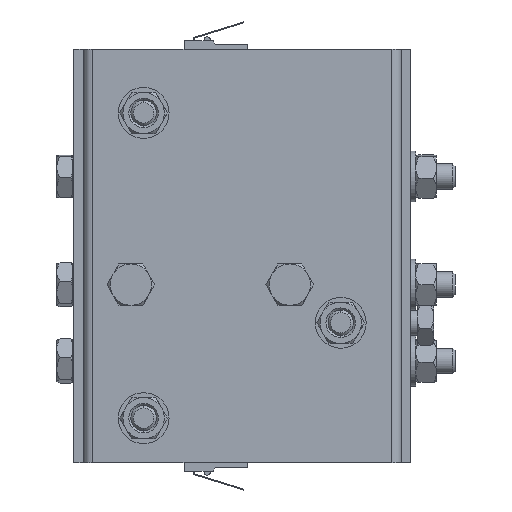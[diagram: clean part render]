
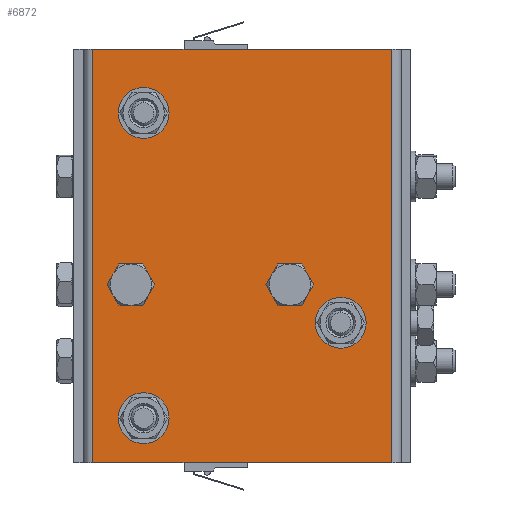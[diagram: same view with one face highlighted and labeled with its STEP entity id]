
A CAD part, left-side view. The second image highlights one B-rep face of the part: STEP entity #6872.
In plain terms, the highlighted planar face has unit normal (-1, 0, 0).
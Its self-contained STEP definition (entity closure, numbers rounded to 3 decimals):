
#234 = EDGE_LOOP ( 'NONE', ( #8836, #20977 ) ) ;
#390 = FACE_BOUND ( 'NONE', #234, .T. ) ;
#634 = CARTESIAN_POINT ( 'NONE',  ( -50., 31., 110. ) ) ;
#709 = CARTESIAN_POINT ( 'NONE',  ( -50., -31., 39. ) ) ;
#838 = DIRECTION ( 'NONE',  ( 0., 0., -1. ) ) ;
#1028 = CARTESIAN_POINT ( 'NONE',  ( -50., 35., 52.6 ) ) ;
#1370 = FACE_BOUND ( 'NONE', #38926, .T. ) ;
#1405 = LINE ( 'NONE', #11994, #18135 ) ;
#1473 = EDGE_CURVE ( 'NONE', #11845, #32450, #27281, .T. ) ;
#1518 = EDGE_CURVE ( 'NONE', #35155, #40676, #8042, .T. ) ;
#1611 = CARTESIAN_POINT ( 'NONE',  ( -50., 31., 106. ) ) ;
#2397 = CARTESIAN_POINT ( 'NONE',  ( -50., -15., 52.6 ) ) ;
#3173 = VERTEX_POINT ( 'NONE', #1611 ) ;
#4029 = ORIENTED_EDGE ( 'NONE', *, *, #20503, .T. ) ;
#4108 = CARTESIAN_POINT ( 'NONE',  ( -50., -15., 56. ) ) ;
#4360 = CIRCLE ( 'NONE', #21493, 3.4 ) ;
#4650 = DIRECTION ( 'NONE',  ( 0., 0., -1. ) ) ;
#4659 = EDGE_CURVE ( 'NONE', #5778, #22348, #8871, .T. ) ;
#5021 = ORIENTED_EDGE ( 'NONE', *, *, #13575, .T. ) ;
#5396 = AXIS2_PLACEMENT_3D ( 'NONE', #35004, #22394, #38138 ) ;
#5778 = VERTEX_POINT ( 'NONE', #13349 ) ;
#6098 = CARTESIAN_POINT ( 'NONE',  ( -50., 31., 14. ) ) ;
#6235 = DIRECTION ( 'NONE',  ( 0., 0., -1. ) ) ;
#6803 = DIRECTION ( 'NONE',  ( 0., 0., -1. ) ) ;
#6872 = ADVANCED_FACE ( 'NONE', ( #7736, #14132, #9724, #1370, #390, #39708 ), #18414, .F. ) ;
#7237 = VERTEX_POINT ( 'NONE', #26474 ) ;
#7404 = EDGE_CURVE ( 'NONE', #7237, #22761, #13643, .T. ) ;
#7736 = FACE_BOUND ( 'NONE', #8604, .T. ) ;
#8041 = CARTESIAN_POINT ( 'NONE',  ( -50., 31., 110. ) ) ;
#8042 = CIRCLE ( 'NONE', #12655, 3.4 ) ;
#8250 = CIRCLE ( 'NONE', #16698, 5. ) ;
#8386 = CARTESIAN_POINT ( 'NONE',  ( -50., -47., 130. ) ) ;
#8502 = DIRECTION ( 'NONE',  ( 1., 0., 0. ) ) ;
#8604 = EDGE_LOOP ( 'NONE', ( #17597, #32428 ) ) ;
#8727 = DIRECTION ( 'NONE',  ( 0., 0., 1. ) ) ;
#8836 = ORIENTED_EDGE ( 'NONE', *, *, #25809, .T. ) ;
#8871 = CIRCLE ( 'NONE', #18193, 4. ) ;
#9167 = ORIENTED_EDGE ( 'NONE', *, *, #12405, .F. ) ;
#9394 = DIRECTION ( 'NONE',  ( 1., 0., 0. ) ) ;
#9724 = FACE_BOUND ( 'NONE', #33941, .T. ) ;
#9855 = CIRCLE ( 'NONE', #18314, 4. ) ;
#9991 = CARTESIAN_POINT ( 'NONE',  ( -50., 31., 18. ) ) ;
#10305 = CARTESIAN_POINT ( 'NONE',  ( -50., 50., 130. ) ) ;
#10581 = AXIS2_PLACEMENT_3D ( 'NONE', #33214, #36598, #30043 ) ;
#11740 = CARTESIAN_POINT ( 'NONE',  ( -50., -47., 130. ) ) ;
#11845 = VERTEX_POINT ( 'NONE', #37052 ) ;
#11994 = CARTESIAN_POINT ( 'NONE',  ( -50., 47., 130. ) ) ;
#12317 = AXIS2_PLACEMENT_3D ( 'NONE', #35202, #31929, #838 ) ;
#12405 = EDGE_CURVE ( 'NONE', #30100, #13728, #4360, .T. ) ;
#12655 = AXIS2_PLACEMENT_3D ( 'NONE', #4108, #13754, #17188 ) ;
#13349 = CARTESIAN_POINT ( 'NONE',  ( -50., 31., 10. ) ) ;
#13575 = EDGE_CURVE ( 'NONE', #39938, #29456, #33374, .T. ) ;
#13622 = DIRECTION ( 'NONE',  ( 0., -1., 0. ) ) ;
#13643 = LINE ( 'NONE', #16936, #29866 ) ;
#13728 = VERTEX_POINT ( 'NONE', #1028 ) ;
#13754 = DIRECTION ( 'NONE',  ( -1., 0., 0. ) ) ;
#14132 = FACE_BOUND ( 'NONE', #22190, .T. ) ;
#14913 = CIRCLE ( 'NONE', #10581, 3.4 ) ;
#14958 = VECTOR ( 'NONE', #13622, 1000. ) ;
#15334 = ORIENTED_EDGE ( 'NONE', *, *, #7404, .T. ) ;
#15600 = ORIENTED_EDGE ( 'NONE', *, *, #34367, .F. ) ;
#16698 = AXIS2_PLACEMENT_3D ( 'NONE', #39566, #30244, #4650 ) ;
#16936 = CARTESIAN_POINT ( 'NONE',  ( -50., 50., 0. ) ) ;
#17188 = DIRECTION ( 'NONE',  ( 0., 0., 1. ) ) ;
#17597 = ORIENTED_EDGE ( 'NONE', *, *, #1518, .F. ) ;
#17799 = CARTESIAN_POINT ( 'NONE',  ( -50., 35., 56. ) ) ;
#17880 = DIRECTION ( 'NONE',  ( 0., 1., 0. ) ) ;
#17977 = VECTOR ( 'NONE', #8727, 1000. ) ;
#18135 = VECTOR ( 'NONE', #6235, 1000. ) ;
#18193 = AXIS2_PLACEMENT_3D ( 'NONE', #6098, #9394, #18918 ) ;
#18314 = AXIS2_PLACEMENT_3D ( 'NONE', #8041, #30331, #23489 ) ;
#18414 = PLANE ( 'NONE',  #18561 ) ;
#18561 = AXIS2_PLACEMENT_3D ( 'NONE', #37080, #8502, #17880 ) ;
#18918 = DIRECTION ( 'NONE',  ( 0., 0., -1. ) ) ;
#19194 = AXIS2_PLACEMENT_3D ( 'NONE', #634, #38542, #6803 ) ;
#19751 = DIRECTION ( 'NONE',  ( -1., 0., 0. ) ) ;
#20224 = AXIS2_PLACEMENT_3D ( 'NONE', #22656, #19751, #22907 ) ;
#20503 = EDGE_CURVE ( 'NONE', #29456, #39938, #8250, .T. ) ;
#20973 = CIRCLE ( 'NONE', #19194, 4. ) ;
#20977 = ORIENTED_EDGE ( 'NONE', *, *, #33290, .T. ) ;
#21029 = CARTESIAN_POINT ( 'NONE',  ( -50., -15., 59.4 ) ) ;
#21493 = AXIS2_PLACEMENT_3D ( 'NONE', #17799, #36858, #24389 ) ;
#22190 = EDGE_LOOP ( 'NONE', ( #9167, #15600 ) ) ;
#22255 = CARTESIAN_POINT ( 'NONE',  ( -50., -31., 49. ) ) ;
#22348 = VERTEX_POINT ( 'NONE', #9991 ) ;
#22394 = DIRECTION ( 'NONE',  ( 1., 0., 0. ) ) ;
#22656 = CARTESIAN_POINT ( 'NONE',  ( -50., -15., 56. ) ) ;
#22761 = VERTEX_POINT ( 'NONE', #31644 ) ;
#22907 = DIRECTION ( 'NONE',  ( 0., 0., 1. ) ) ;
#23397 = LINE ( 'NONE', #11740, #17977 ) ;
#23447 = CARTESIAN_POINT ( 'NONE',  ( -50., 31., 114. ) ) ;
#23489 = DIRECTION ( 'NONE',  ( 0., 0., -1. ) ) ;
#24389 = DIRECTION ( 'NONE',  ( 0., 0., 1. ) ) ;
#25675 = ORIENTED_EDGE ( 'NONE', *, *, #4659, .T. ) ;
#25809 = EDGE_CURVE ( 'NONE', #3173, #39549, #9855, .T. ) ;
#26474 = CARTESIAN_POINT ( 'NONE',  ( -50., 47., 0. ) ) ;
#27281 = LINE ( 'NONE', #10305, #14958 ) ;
#27285 = EDGE_LOOP ( 'NONE', ( #15334, #29626, #27408, #33296 ) ) ;
#27408 = ORIENTED_EDGE ( 'NONE', *, *, #1473, .F. ) ;
#29125 = CIRCLE ( 'NONE', #20224, 3.4 ) ;
#29456 = VERTEX_POINT ( 'NONE', #22255 ) ;
#29597 = DIRECTION ( 'NONE',  ( 0., -1., 0. ) ) ;
#29626 = ORIENTED_EDGE ( 'NONE', *, *, #33033, .T. ) ;
#29866 = VECTOR ( 'NONE', #29597, 1000. ) ;
#30043 = DIRECTION ( 'NONE',  ( 0., 0., 1. ) ) ;
#30100 = VERTEX_POINT ( 'NONE', #33544 ) ;
#30244 = DIRECTION ( 'NONE',  ( 1., 0., 0. ) ) ;
#30331 = DIRECTION ( 'NONE',  ( 1., 0., 0. ) ) ;
#31644 = CARTESIAN_POINT ( 'NONE',  ( -50., -47., 0. ) ) ;
#31929 = DIRECTION ( 'NONE',  ( 1., 0., 0. ) ) ;
#32111 = ORIENTED_EDGE ( 'NONE', *, *, #36680, .T. ) ;
#32428 = ORIENTED_EDGE ( 'NONE', *, *, #35477, .F. ) ;
#32450 = VERTEX_POINT ( 'NONE', #8386 ) ;
#33033 = EDGE_CURVE ( 'NONE', #22761, #32450, #23397, .T. ) ;
#33214 = CARTESIAN_POINT ( 'NONE',  ( -50., 35., 56. ) ) ;
#33290 = EDGE_CURVE ( 'NONE', #39549, #3173, #20973, .T. ) ;
#33296 = ORIENTED_EDGE ( 'NONE', *, *, #37832, .T. ) ;
#33374 = CIRCLE ( 'NONE', #5396, 5. ) ;
#33544 = CARTESIAN_POINT ( 'NONE',  ( -50., 35., 59.4 ) ) ;
#33941 = EDGE_LOOP ( 'NONE', ( #5021, #4029 ) ) ;
#34367 = EDGE_CURVE ( 'NONE', #13728, #30100, #14913, .T. ) ;
#35004 = CARTESIAN_POINT ( 'NONE',  ( -50., -31., 44. ) ) ;
#35155 = VERTEX_POINT ( 'NONE', #21029 ) ;
#35202 = CARTESIAN_POINT ( 'NONE',  ( -50., 31., 14. ) ) ;
#35477 = EDGE_CURVE ( 'NONE', #40676, #35155, #29125, .T. ) ;
#36598 = DIRECTION ( 'NONE',  ( -1., 0., 0. ) ) ;
#36680 = EDGE_CURVE ( 'NONE', #22348, #5778, #37354, .T. ) ;
#36858 = DIRECTION ( 'NONE',  ( -1., 0., 0. ) ) ;
#37052 = CARTESIAN_POINT ( 'NONE',  ( -50., 47., 130. ) ) ;
#37080 = CARTESIAN_POINT ( 'NONE',  ( -50., 50., 130. ) ) ;
#37354 = CIRCLE ( 'NONE', #12317, 4. ) ;
#37832 = EDGE_CURVE ( 'NONE', #11845, #7237, #1405, .T. ) ;
#38138 = DIRECTION ( 'NONE',  ( 0., 0., -1. ) ) ;
#38542 = DIRECTION ( 'NONE',  ( 1., 0., 0. ) ) ;
#38926 = EDGE_LOOP ( 'NONE', ( #25675, #32111 ) ) ;
#39549 = VERTEX_POINT ( 'NONE', #23447 ) ;
#39566 = CARTESIAN_POINT ( 'NONE',  ( -50., -31., 44. ) ) ;
#39708 = FACE_OUTER_BOUND ( 'NONE', #27285, .T. ) ;
#39938 = VERTEX_POINT ( 'NONE', #709 ) ;
#40676 = VERTEX_POINT ( 'NONE', #2397 ) ;
